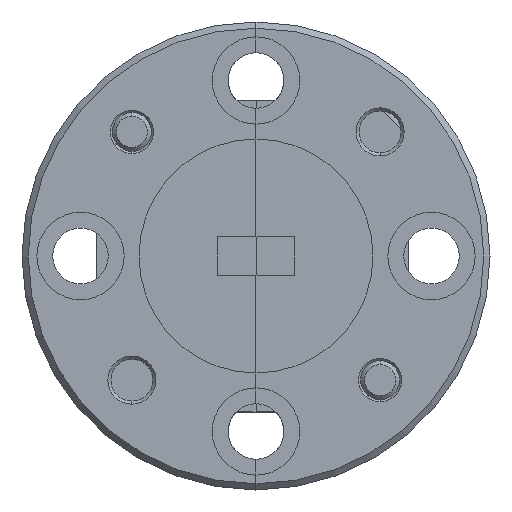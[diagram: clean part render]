
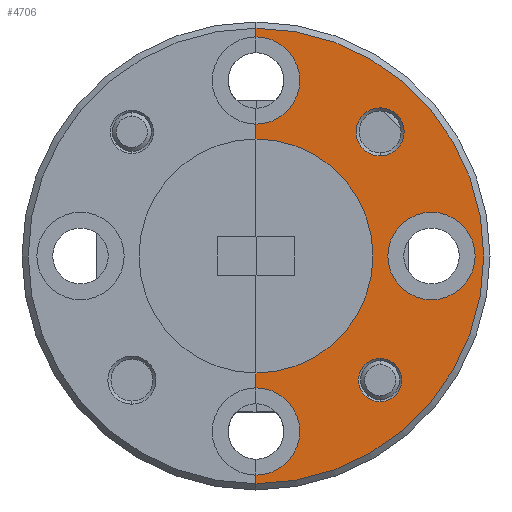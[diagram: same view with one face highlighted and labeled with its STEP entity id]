
A CAD part, left-side view. The second image highlights one B-rep face of the part: STEP entity #4706.
In plain terms, the highlighted planar face has unit normal (-1, 0, 0).
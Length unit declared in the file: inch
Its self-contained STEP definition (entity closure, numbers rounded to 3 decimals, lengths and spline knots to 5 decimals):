
#25 = ORIENTED_EDGE ( 'NONE', *, *, #11640, .F. ) ;
#241 = AXIS2_PLACEMENT_3D ( 'NONE', #2935, #5314, #7439 ) ;
#331 = CIRCLE ( 'NONE', #5443, 0.07 ) ;
#409 = CARTESIAN_POINT ( 'NONE',  ( -0.4375, 0.385, -0.35125 ) ) ;
#658 = FACE_BOUND ( 'NONE', #1671, .T. ) ;
#709 = ORIENTED_EDGE ( 'NONE', *, *, #11267, .F. ) ;
#744 = VECTOR ( 'NONE', #4885, 39.37008 ) ;
#907 = LINE ( 'NONE', #10524, #744 ) ;
#953 = CARTESIAN_POINT ( 'NONE',  ( -0.4375, 0.385, 0.21125 ) ) ;
#983 = AXIS2_PLACEMENT_3D ( 'NONE', #10015, #14416, #8877 ) ;
#1014 = EDGE_CURVE ( 'NONE', #3406, #1720, #5636, .T. ) ;
#1103 = LINE ( 'NONE', #4574, #4810 ) ;
#1121 = DIRECTION ( 'NONE',  ( 0., 0., 1. ) ) ;
#1184 = VERTEX_POINT ( 'NONE', #13575 ) ;
#1475 = AXIS2_PLACEMENT_3D ( 'NONE', #1880, #6280, #14198 ) ;
#1671 = EDGE_LOOP ( 'NONE', ( #12548, #25 ) ) ;
#1720 = VERTEX_POINT ( 'NONE', #5775 ) ;
#1738 = VERTEX_POINT ( 'NONE', #10440 ) ;
#1792 = CARTESIAN_POINT ( 'NONE',  ( -0.4375, 0.18613, 0.16037 ) ) ;
#1823 = AXIS2_PLACEMENT_3D ( 'NONE', #5762, #8191, #6910 ) ;
#1880 = CARTESIAN_POINT ( 'NONE',  ( -0.4375, 0.18613, -0.19887 ) ) ;
#1897 = CIRCLE ( 'NONE', #4934, 0.0385 ) ;
#2046 = ORIENTED_EDGE ( 'NONE', *, *, #13633, .F. ) ;
#2346 = ORIENTED_EDGE ( 'NONE', *, *, #3280, .F. ) ;
#2755 = EDGE_CURVE ( 'NONE', #5498, #1738, #13215, .T. ) ;
#2877 = CARTESIAN_POINT ( 'NONE',  ( -0.4375, 0.18613, 0.19887 ) ) ;
#2935 = CARTESIAN_POINT ( 'NONE',  ( -0.4375, 0.18613, -0.19887 ) ) ;
#2962 = DIRECTION ( 'NONE',  ( -1., 0., 0. ) ) ;
#2974 = DIRECTION ( 'NONE',  ( 0., 0., 1. ) ) ;
#2986 = VERTEX_POINT ( 'NONE', #6820 ) ;
#3280 = EDGE_CURVE ( 'NONE', #5994, #2986, #4348, .T. ) ;
#3406 = VERTEX_POINT ( 'NONE', #953 ) ;
#4061 = DIRECTION ( 'NONE',  ( -1., 0., 0. ) ) ;
#4088 = DIRECTION ( 'NONE',  ( -1., 0., 0. ) ) ;
#4194 = ORIENTED_EDGE ( 'NONE', *, *, #9682, .F. ) ;
#4254 = CARTESIAN_POINT ( 'NONE',  ( -0.4375, 0.385, 0.28125 ) ) ;
#4348 = CIRCLE ( 'NONE', #241, 0.03475 ) ;
#4574 = CARTESIAN_POINT ( 'NONE',  ( -0.4375, 0.385, 0. ) ) ;
#4614 = VERTEX_POINT ( 'NONE', #9096 ) ;
#4616 = CARTESIAN_POINT ( 'NONE',  ( -0.4375, 0.385, 0. ) ) ;
#4706 = ADVANCED_FACE ( 'NONE', ( #658, #12329, #8791, #14102 ), #5920, .T. ) ;
#4810 = VECTOR ( 'NONE', #6094, 39.37008 ) ;
#4885 = DIRECTION ( 'NONE',  ( 0., 0., 1. ) ) ;
#4889 = AXIS2_PLACEMENT_3D ( 'NONE', #9751, #2962, #10894 ) ;
#4934 = AXIS2_PLACEMENT_3D ( 'NONE', #2877, #4061, #11966 ) ;
#4939 = CARTESIAN_POINT ( 'NONE',  ( -0.4375, 0.18613, -0.16412 ) ) ;
#5117 = EDGE_CURVE ( 'NONE', #1738, #9963, #11427, .T. ) ;
#5199 = AXIS2_PLACEMENT_3D ( 'NONE', #4254, #6374, #5415 ) ;
#5228 = EDGE_CURVE ( 'NONE', #12543, #7415, #1897, .T. ) ;
#5314 = DIRECTION ( 'NONE',  ( -1., 0., 0. ) ) ;
#5382 = EDGE_LOOP ( 'NONE', ( #10673, #9901, #2046, #11551, #4194, #7615, #10988, #13275 ) ) ;
#5415 = DIRECTION ( 'NONE',  ( 0., 0., 1. ) ) ;
#5443 = AXIS2_PLACEMENT_3D ( 'NONE', #11856, #14232, #6223 ) ;
#5464 = AXIS2_PLACEMENT_3D ( 'NONE', #6721, #5618, #14614 ) ;
#5498 = VERTEX_POINT ( 'NONE', #409 ) ;
#5618 = DIRECTION ( 'NONE',  ( -1., 0., 0. ) ) ;
#5636 = CIRCLE ( 'NONE', #5199, 0.07 ) ;
#5697 = DIRECTION ( 'NONE',  ( 0., 0., 1. ) ) ;
#5762 = CARTESIAN_POINT ( 'NONE',  ( -0.4375, 0.385, 0. ) ) ;
#5775 = CARTESIAN_POINT ( 'NONE',  ( -0.4375, 0.385, 0.35125 ) ) ;
#5861 = CIRCLE ( 'NONE', #4889, 0.0385 ) ;
#5920 = PLANE ( 'NONE',  #1823 ) ;
#5994 = VERTEX_POINT ( 'NONE', #4939 ) ;
#6094 = DIRECTION ( 'NONE',  ( 0., 0., 1. ) ) ;
#6223 = DIRECTION ( 'NONE',  ( 0., 0., 1. ) ) ;
#6243 = ORIENTED_EDGE ( 'NONE', *, *, #8450, .F. ) ;
#6280 = DIRECTION ( 'NONE',  ( -1., 0., 0. ) ) ;
#6374 = DIRECTION ( 'NONE',  ( -1., 0., 0. ) ) ;
#6513 = AXIS2_PLACEMENT_3D ( 'NONE', #4616, #6922, #1121 ) ;
#6665 = EDGE_LOOP ( 'NONE', ( #2346, #6722 ) ) ;
#6700 = CARTESIAN_POINT ( 'NONE',  ( -0.4375, 0.385, 0.365 ) ) ;
#6721 = CARTESIAN_POINT ( 'NONE',  ( -0.4375, 0.385, 0. ) ) ;
#6722 = ORIENTED_EDGE ( 'NONE', *, *, #7995, .F. ) ;
#6778 = VERTEX_POINT ( 'NONE', #12956 ) ;
#6820 = CARTESIAN_POINT ( 'NONE',  ( -0.4375, 0.18613, -0.23362 ) ) ;
#6910 = DIRECTION ( 'NONE',  ( 0., 0., 1. ) ) ;
#6922 = DIRECTION ( 'NONE',  ( -1., 0., 0. ) ) ;
#7162 = CARTESIAN_POINT ( 'NONE',  ( -0.4375, 0.385, 0. ) ) ;
#7415 = VERTEX_POINT ( 'NONE', #1792 ) ;
#7439 = DIRECTION ( 'NONE',  ( 0., 0., 1. ) ) ;
#7499 = CIRCLE ( 'NONE', #983, 0.07 ) ;
#7615 = ORIENTED_EDGE ( 'NONE', *, *, #12818, .F. ) ;
#7798 = CIRCLE ( 'NONE', #6513, 0.1875 ) ;
#7894 = AXIS2_PLACEMENT_3D ( 'NONE', #11936, #4088, #2974 ) ;
#7995 = EDGE_CURVE ( 'NONE', #2986, #5994, #12352, .T. ) ;
#8126 = LINE ( 'NONE', #7162, #14337 ) ;
#8191 = DIRECTION ( 'NONE',  ( -1., 0., 0. ) ) ;
#8213 = DIRECTION ( 'NONE',  ( 0., 0., 1. ) ) ;
#8450 = EDGE_CURVE ( 'NONE', #1184, #6778, #7499, .T. ) ;
#8791 = FACE_OUTER_BOUND ( 'NONE', #5382, .T. ) ;
#8850 = CIRCLE ( 'NONE', #5464, 0.365 ) ;
#8877 = DIRECTION ( 'NONE',  ( 0., 0., 1. ) ) ;
#9096 = CARTESIAN_POINT ( 'NONE',  ( -0.4375, 0.385, 0.1875 ) ) ;
#9389 = EDGE_CURVE ( 'NONE', #10785, #5498, #1103, .T. ) ;
#9682 = EDGE_CURVE ( 'NONE', #4614, #3406, #907, .T. ) ;
#9751 = CARTESIAN_POINT ( 'NONE',  ( -0.4375, 0.18613, 0.19887 ) ) ;
#9752 = CARTESIAN_POINT ( 'NONE',  ( -0.4375, 0.385, -0.365 ) ) ;
#9901 = ORIENTED_EDGE ( 'NONE', *, *, #13267, .T. ) ;
#9963 = VERTEX_POINT ( 'NONE', #12155 ) ;
#10015 = CARTESIAN_POINT ( 'NONE',  ( -0.4375, 0.10375, 0. ) ) ;
#10440 = CARTESIAN_POINT ( 'NONE',  ( -0.4375, 0.385, -0.21125 ) ) ;
#10524 = CARTESIAN_POINT ( 'NONE',  ( -0.4375, 0.385, 0. ) ) ;
#10668 = CARTESIAN_POINT ( 'NONE',  ( -0.4375, 0.18613, 0.23737 ) ) ;
#10673 = ORIENTED_EDGE ( 'NONE', *, *, #9389, .F. ) ;
#10785 = VERTEX_POINT ( 'NONE', #9752 ) ;
#10894 = DIRECTION ( 'NONE',  ( 0., 0., 1. ) ) ;
#10988 = ORIENTED_EDGE ( 'NONE', *, *, #5117, .F. ) ;
#11267 = EDGE_CURVE ( 'NONE', #6778, #1184, #331, .T. ) ;
#11427 = LINE ( 'NONE', #12744, #11613 ) ;
#11551 = ORIENTED_EDGE ( 'NONE', *, *, #1014, .F. ) ;
#11613 = VECTOR ( 'NONE', #8213, 39.37008 ) ;
#11640 = EDGE_CURVE ( 'NONE', #7415, #12543, #5861, .T. ) ;
#11856 = CARTESIAN_POINT ( 'NONE',  ( -0.4375, 0.10375, 0. ) ) ;
#11936 = CARTESIAN_POINT ( 'NONE',  ( -0.4375, 0.385, -0.28125 ) ) ;
#11966 = DIRECTION ( 'NONE',  ( 0., 0., 1. ) ) ;
#12155 = CARTESIAN_POINT ( 'NONE',  ( -0.4375, 0.385, -0.1875 ) ) ;
#12329 = FACE_BOUND ( 'NONE', #6665, .T. ) ;
#12331 = VERTEX_POINT ( 'NONE', #6700 ) ;
#12352 = CIRCLE ( 'NONE', #1475, 0.03475 ) ;
#12431 = EDGE_LOOP ( 'NONE', ( #6243, #709 ) ) ;
#12543 = VERTEX_POINT ( 'NONE', #10668 ) ;
#12548 = ORIENTED_EDGE ( 'NONE', *, *, #5228, .F. ) ;
#12744 = CARTESIAN_POINT ( 'NONE',  ( -0.4375, 0.385, 0. ) ) ;
#12818 = EDGE_CURVE ( 'NONE', #9963, #4614, #7798, .T. ) ;
#12956 = CARTESIAN_POINT ( 'NONE',  ( -0.4375, 0.10375, -0.07 ) ) ;
#13215 = CIRCLE ( 'NONE', #7894, 0.07 ) ;
#13267 = EDGE_CURVE ( 'NONE', #10785, #12331, #8850, .T. ) ;
#13275 = ORIENTED_EDGE ( 'NONE', *, *, #2755, .F. ) ;
#13575 = CARTESIAN_POINT ( 'NONE',  ( -0.4375, 0.10375, 0.07 ) ) ;
#13633 = EDGE_CURVE ( 'NONE', #1720, #12331, #8126, .T. ) ;
#14102 = FACE_BOUND ( 'NONE', #12431, .T. ) ;
#14198 = DIRECTION ( 'NONE',  ( 0., 0., 1. ) ) ;
#14232 = DIRECTION ( 'NONE',  ( -1., 0., 0. ) ) ;
#14337 = VECTOR ( 'NONE', #5697, 39.37008 ) ;
#14416 = DIRECTION ( 'NONE',  ( -1., 0., 0. ) ) ;
#14614 = DIRECTION ( 'NONE',  ( 0., 0., 1. ) ) ;
